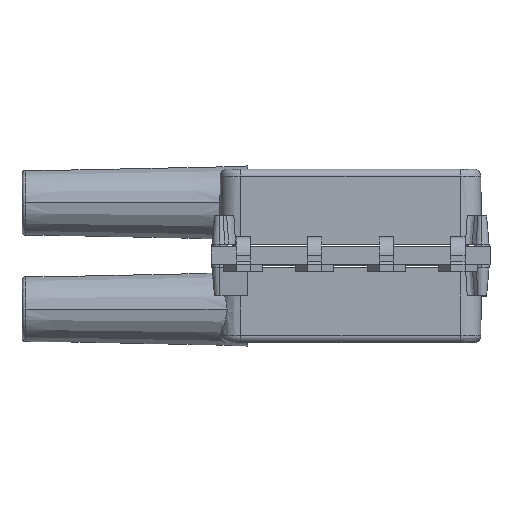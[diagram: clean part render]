
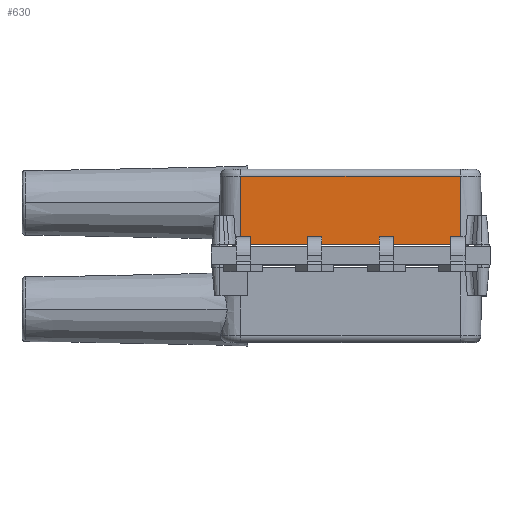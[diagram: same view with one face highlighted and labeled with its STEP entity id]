
A CAD part, top view. The second image highlights one B-rep face of the part: STEP entity #630.
In plain terms, the highlighted face is planar.
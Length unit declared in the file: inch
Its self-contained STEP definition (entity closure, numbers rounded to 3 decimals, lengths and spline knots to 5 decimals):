
#401 = EDGE_CURVE ( 'NONE', #1114, #1098, #3207, .T. ) ;
#630 = ADVANCED_FACE ( 'NONE', ( #6198 ), #8162, .T. ) ;
#1098 = VERTEX_POINT ( 'NONE', #9351 ) ;
#1114 = VERTEX_POINT ( 'NONE', #9463 ) ;
#1939 = EDGE_CURVE ( 'NONE', #4526, #4534, #6385, .T. ) ;
#2009 = EDGE_CURVE ( 'NONE', #1098, #4526, #7366, .T. ) ;
#2176 = EDGE_CURVE ( 'NONE', #4534, #1114, #11268, .T. ) ;
#3061 = ORIENTED_EDGE ( 'NONE', *, *, #401, .T. ) ;
#3070 = ORIENTED_EDGE ( 'NONE', *, *, #1939, .T. ) ;
#3080 = ORIENTED_EDGE ( 'NONE', *, *, #2009, .T. ) ;
#3090 = ORIENTED_EDGE ( 'NONE', *, *, #2176, .T. ) ;
#3169 = VECTOR ( 'NONE', #5694, 39.37008 ) ;
#3207 = LINE ( 'NONE', #5663, #3169 ) ;
#3243 = EDGE_LOOP ( 'NONE', ( #3090, #3061, #3080, #3070 ) ) ;
#4526 = VERTEX_POINT ( 'NONE', #11003 ) ;
#4534 = VERTEX_POINT ( 'NONE', #10970 ) ;
#5663 = CARTESIAN_POINT ( 'NONE',  ( 0., 0.09483, -0.13661 ) ) ;
#5694 = DIRECTION ( 'NONE',  ( 1., 0., 0. ) ) ;
#6198 = FACE_OUTER_BOUND ( 'NONE', #3243, .T. ) ;
#6385 = LINE ( 'NONE', #9666, #6398 ) ;
#6398 = VECTOR ( 'NONE', #9656, 39.37008 ) ;
#7366 = B_SPLINE_CURVE_WITH_KNOTS ( 'NONE', 3,
 ( #9941, #9963, #9965, #9966, #9326, #9329, #9306 ),
 .UNSPECIFIED., .F., .F.,
 ( 4, 3, 4 ),
 ( 0.4189, 0.52553, 0.6 ),
 .UNSPECIFIED. ) ;
#7455 = AXIS2_PLACEMENT_3D ( 'NONE', #8170, #8163, #8164 ) ;
#8162 = PLANE ( 'NONE',  #7455 ) ;
#8163 = DIRECTION ( 'NONE',  ( 0., 0.01, -1. ) ) ;
#8164 = DIRECTION ( 'NONE',  ( 0., 1., 0.01 ) ) ;
#8170 = CARTESIAN_POINT ( 'NONE',  ( 0., 0., -0.1376 ) ) ;
#9306 = CARTESIAN_POINT ( 'NONE',  ( 0.15354, 0., -0.1376 ) ) ;
#9326 = CARTESIAN_POINT ( 'NONE',  ( 0.15327, 0.02599, -0.13733 ) ) ;
#9329 = CARTESIAN_POINT ( 'NONE',  ( 0.15341, 0.013, -0.13746 ) ) ;
#9351 = CARTESIAN_POINT ( 'NONE',  ( 0.15358, 0.09483, -0.13661 ) ) ;
#9463 = CARTESIAN_POINT ( 'NONE',  ( -0.15358, 0.09483, -0.13661 ) ) ;
#9656 = DIRECTION ( 'NONE',  ( -1., 0., 0. ) ) ;
#9666 = CARTESIAN_POINT ( 'NONE',  ( -0.15354, 0., -0.1376 ) ) ;
#9941 = CARTESIAN_POINT ( 'NONE',  ( 0.15358, 0.09483, -0.13661 ) ) ;
#9963 = CARTESIAN_POINT ( 'NONE',  ( 0.15355, 0.07622, -0.1368 ) ) ;
#9965 = CARTESIAN_POINT ( 'NONE',  ( 0.15294, 0.0576, -0.137 ) ) ;
#9966 = CARTESIAN_POINT ( 'NONE',  ( 0.15314, 0.03899, -0.13719 ) ) ;
#10512 = CARTESIAN_POINT ( 'NONE',  ( -0.15327, 0.02599, -0.13733 ) ) ;
#10515 = CARTESIAN_POINT ( 'NONE',  ( -0.15355, 0.07622, -0.1368 ) ) ;
#10518 = CARTESIAN_POINT ( 'NONE',  ( -0.15354, 0., -0.1376 ) ) ;
#10520 = CARTESIAN_POINT ( 'NONE',  ( -0.15314, 0.03899, -0.13719 ) ) ;
#10525 = CARTESIAN_POINT ( 'NONE',  ( -0.15358, 0.09483, -0.13661 ) ) ;
#10536 = CARTESIAN_POINT ( 'NONE',  ( -0.15294, 0.0576, -0.137 ) ) ;
#10549 = CARTESIAN_POINT ( 'NONE',  ( -0.15341, 0.013, -0.13746 ) ) ;
#10970 = CARTESIAN_POINT ( 'NONE',  ( -0.15354, 0., -0.1376 ) ) ;
#11003 = CARTESIAN_POINT ( 'NONE',  ( 0.15354, 0., -0.1376 ) ) ;
#11268 = B_SPLINE_CURVE_WITH_KNOTS ( 'NONE', 3,
 ( #10518, #10549, #10512, #10520, #10536, #10515, #10525 ),
 .UNSPECIFIED., .F., .F.,
 ( 4, 3, 4 ),
 ( 0.4, 0.47447, 0.5811 ),
 .UNSPECIFIED. ) ;
